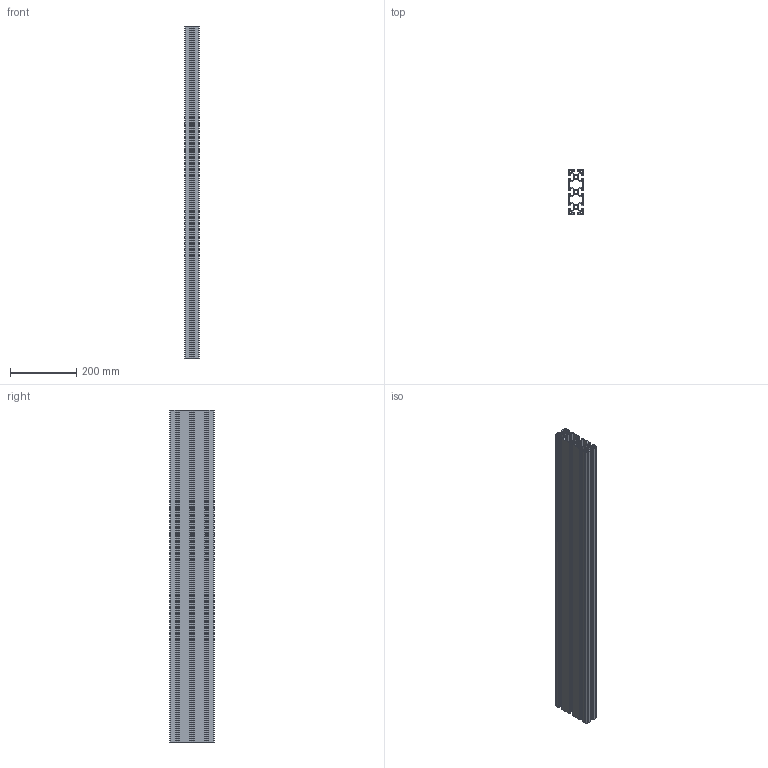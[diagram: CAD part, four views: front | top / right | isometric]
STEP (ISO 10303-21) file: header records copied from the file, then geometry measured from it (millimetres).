
FILE_DESCRIPTION (( 'STEP AP203' ), '1' );
FILE_NAME ('45 x 135 SÝGMA PROFÝL.STEP', '2013-07-30T08:21:59', ( '' ), ( '' ), 'SwSTEP 2.0', 'SolidWorks 2013', '' );
FILE_SCHEMA (( 'CONFIG_CONTROL_DESIGN' ));
Length unit declared in the file: millimetre
Products named in the file (1): 45 x 135 SÝGMA PROFÝL
Bounding box: 45 x 135 x 1000 mm (x, y, z)
Volume: 1690955.4 mm3; surface area: 1292107.7 mm2
Topology: 1 solids, 1 shells, 458 faces, 1368 edges, 912 vertices
Faces by surface type: plane 242, cylinder 216
Entity records: 15617 total; most frequent: CARTESIAN_POINT 2739, ORIENTED_EDGE 2736, DIRECTION 2718, EDGE_CURVE 1368, VECTOR 936, LINE 936, VERTEX_POINT 912, AXIS2_PLACEMENT_3D 891
